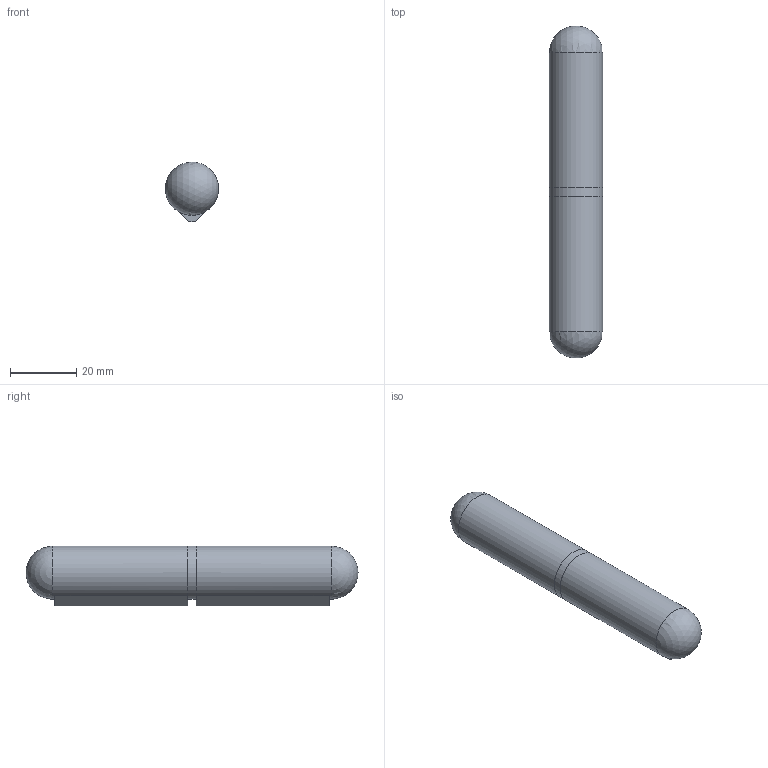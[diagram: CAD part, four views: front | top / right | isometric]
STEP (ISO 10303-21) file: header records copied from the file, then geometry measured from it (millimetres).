
FILE_DESCRIPTION (( 'STEP AP203' ), '1' );
FILE_NAME ('56500-V4A.STEP', '2023-12-19T14:12:00', ( '' ), ( '' ), 'SwSTEP 2.0', 'SolidWorks 2018', '' );
FILE_SCHEMA (( 'CONFIG_CONTROL_DESIGN' ));
Length unit declared in the file: millimetre
Products named in the file (4): 56500-V4A Teil3_56500-V4A Teil3; 56500-V4A Teil2_56500-V4A Teil2; 56500-V4A; 56500-V4A Teil1_56500-V4A Teil1
Assembly tree (3 placements, depth 2):
  56500-V4A
    56500-V4A Teil2_56500-V4A Teil2
    56500-V4A Teil1_56500-V4A Teil1
    56500-V4A Teil3_56500-V4A Teil3
Bounding box: 16 x 99.88 x 18 mm (x, y, z)
Volume: 19213 mm3; surface area: 7721.9 mm2
Topology: 3 solids, 3 shells, 242 faces, 640 edges, 425 vertices
Faces by surface type: plane 142, bspline 91, cylinder 6, sphere 3
Full cylindrical faces by diameter (mm): 10 x1, 10.2 x1, 10.4 x1, 16 x3
Entity records: 12797 total; most frequent: CARTESIAN_POINT 7102, ORIENTED_EDGE 1238, DIRECTION 765, EDGE_CURVE 619, VECTOR 423, LINE 423, VERTEX_POINT 416, EDGE_LOOP 277
